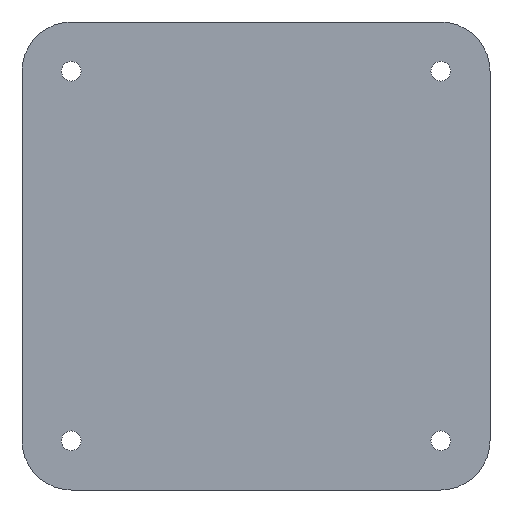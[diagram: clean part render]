
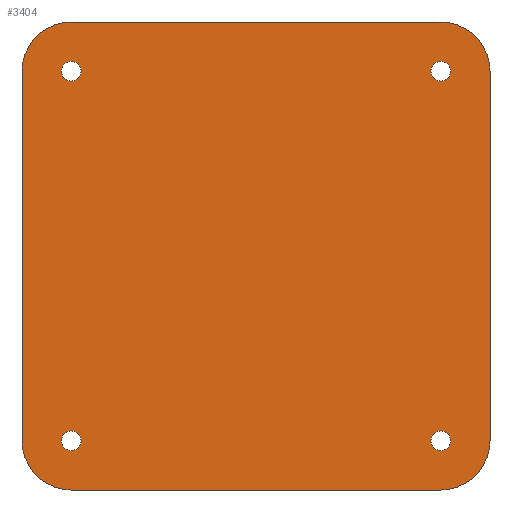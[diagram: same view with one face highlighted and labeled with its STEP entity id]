
A CAD part, front view. The second image highlights one B-rep face of the part: STEP entity #3404.
In plain terms, the highlighted planar face has unit normal (0, -1, 0).
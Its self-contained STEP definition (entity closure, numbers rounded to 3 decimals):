
#283=FACE_BOUND('',#753,.T.);
#284=FACE_BOUND('',#754,.T.);
#285=FACE_BOUND('',#755,.T.);
#286=FACE_BOUND('',#756,.T.);
#308=CIRCLE('',#3632,10.);
#309=CIRCLE('',#3635,10.);
#310=CIRCLE('',#3638,10.);
#311=CIRCLE('',#3641,10.);
#314=CIRCLE('',#3660,2.);
#315=CIRCLE('',#3661,2.);
#316=CIRCLE('',#3663,2.);
#317=CIRCLE('',#3664,2.);
#318=CIRCLE('',#3666,2.);
#319=CIRCLE('',#3667,2.);
#320=CIRCLE('',#3669,2.);
#321=CIRCLE('',#3670,2.);
#417=PLANE('',#3672);
#548=FACE_OUTER_BOUND('',#752,.T.);
#752=EDGE_LOOP('',(#2626,#2627,#2628,#2629,#2630,#2631,#2632,#2633));
#753=EDGE_LOOP('',(#2634,#2635));
#754=EDGE_LOOP('',(#2636,#2637));
#755=EDGE_LOOP('',(#2638,#2639));
#756=EDGE_LOOP('',(#2640,#2641));
#1032=LINE('',#4989,#1333);
#1035=LINE('',#4997,#1336);
#1038=LINE('',#5006,#1339);
#1057=LINE('',#5074,#1358);
#1333=VECTOR('',#4083,10.);
#1336=VECTOR('',#4092,10.);
#1339=VECTOR('',#4101,10.);
#1358=VECTOR('',#4184,10.);
#1620=VERTEX_POINT('',#4981);
#1621=VERTEX_POINT('',#4983);
#1622=VERTEX_POINT('',#4987);
#1623=VERTEX_POINT('',#4991);
#1624=VERTEX_POINT('',#4995);
#1625=VERTEX_POINT('',#4999);
#1626=VERTEX_POINT('',#5001);
#1627=VERTEX_POINT('',#5005);
#1637=VERTEX_POINT('',#5050);
#1638=VERTEX_POINT('',#5051);
#1639=VERTEX_POINT('',#5056);
#1640=VERTEX_POINT('',#5057);
#1641=VERTEX_POINT('',#5062);
#1642=VERTEX_POINT('',#5063);
#1643=VERTEX_POINT('',#5068);
#1644=VERTEX_POINT('',#5069);
#1957=EDGE_CURVE('',#1620,#1621,#308,.T.);
#1960=EDGE_CURVE('',#1622,#1620,#1032,.T.);
#1962=EDGE_CURVE('',#1623,#1622,#309,.T.);
#1964=EDGE_CURVE('',#1624,#1623,#1035,.T.);
#1966=EDGE_CURVE('',#1625,#1626,#310,.T.);
#1968=EDGE_CURVE('',#1626,#1627,#1038,.T.);
#1970=EDGE_CURVE('',#1627,#1624,#311,.T.);
#1990=EDGE_CURVE('',#1637,#1638,#314,.T.);
#1991=EDGE_CURVE('',#1638,#1637,#315,.T.);
#1993=EDGE_CURVE('',#1639,#1640,#316,.T.);
#1994=EDGE_CURVE('',#1640,#1639,#317,.T.);
#1996=EDGE_CURVE('',#1641,#1642,#318,.T.);
#1997=EDGE_CURVE('',#1642,#1641,#319,.T.);
#1999=EDGE_CURVE('',#1643,#1644,#320,.T.);
#2000=EDGE_CURVE('',#1644,#1643,#321,.T.);
#2002=EDGE_CURVE('',#1621,#1625,#1057,.T.);
#2626=ORIENTED_EDGE('',*,*,#1957,.F.);
#2627=ORIENTED_EDGE('',*,*,#1960,.F.);
#2628=ORIENTED_EDGE('',*,*,#1962,.F.);
#2629=ORIENTED_EDGE('',*,*,#1964,.F.);
#2630=ORIENTED_EDGE('',*,*,#1970,.F.);
#2631=ORIENTED_EDGE('',*,*,#1968,.F.);
#2632=ORIENTED_EDGE('',*,*,#1966,.F.);
#2633=ORIENTED_EDGE('',*,*,#2002,.F.);
#2634=ORIENTED_EDGE('',*,*,#1990,.T.);
#2635=ORIENTED_EDGE('',*,*,#1991,.T.);
#2636=ORIENTED_EDGE('',*,*,#1993,.T.);
#2637=ORIENTED_EDGE('',*,*,#1994,.T.);
#2638=ORIENTED_EDGE('',*,*,#1996,.T.);
#2639=ORIENTED_EDGE('',*,*,#1997,.T.);
#2640=ORIENTED_EDGE('',*,*,#1999,.T.);
#2641=ORIENTED_EDGE('',*,*,#2000,.T.);
#3404=ADVANCED_FACE('',(#548,#283,#284,#285,#286),#417,.F.);
#3632=AXIS2_PLACEMENT_3D('',#4984,#4077,#4078);
#3635=AXIS2_PLACEMENT_3D('',#4993,#4087,#4088);
#3638=AXIS2_PLACEMENT_3D('',#5002,#4096,#4097);
#3641=AXIS2_PLACEMENT_3D('',#5009,#4105,#4106);
#3660=AXIS2_PLACEMENT_3D('',#5052,#4156,#4157);
#3661=AXIS2_PLACEMENT_3D('',#5053,#4158,#4159);
#3663=AXIS2_PLACEMENT_3D('',#5058,#4163,#4164);
#3664=AXIS2_PLACEMENT_3D('',#5059,#4165,#4166);
#3666=AXIS2_PLACEMENT_3D('',#5064,#4170,#4171);
#3667=AXIS2_PLACEMENT_3D('',#5065,#4172,#4173);
#3669=AXIS2_PLACEMENT_3D('',#5070,#4177,#4178);
#3670=AXIS2_PLACEMENT_3D('',#5071,#4179,#4180);
#3672=AXIS2_PLACEMENT_3D('',#5075,#4185,#4186);
#4077=DIRECTION('center_axis',(0.,1.,0.));
#4078=DIRECTION('ref_axis',(-0.707,0.,-0.707));
#4083=DIRECTION('',(-1.,0.,0.));
#4087=DIRECTION('center_axis',(0.,1.,0.));
#4088=DIRECTION('ref_axis',(0.707,0.,-0.707));
#4092=DIRECTION('',(0.,0.,-1.));
#4096=DIRECTION('center_axis',(0.,1.,0.));
#4097=DIRECTION('ref_axis',(-0.707,0.,0.707));
#4101=DIRECTION('',(1.,0.,0.));
#4105=DIRECTION('center_axis',(0.,1.,0.));
#4106=DIRECTION('ref_axis',(0.707,0.,0.707));
#4156=DIRECTION('center_axis',(0.,1.,0.));
#4157=DIRECTION('ref_axis',(0.,0.,-1.));
#4158=DIRECTION('center_axis',(0.,1.,0.));
#4159=DIRECTION('ref_axis',(0.,0.,-1.));
#4163=DIRECTION('center_axis',(0.,1.,0.));
#4164=DIRECTION('ref_axis',(0.,0.,-1.));
#4165=DIRECTION('center_axis',(0.,1.,0.));
#4166=DIRECTION('ref_axis',(0.,0.,-1.));
#4170=DIRECTION('center_axis',(0.,1.,0.));
#4171=DIRECTION('ref_axis',(0.,0.,-1.));
#4172=DIRECTION('center_axis',(0.,1.,0.));
#4173=DIRECTION('ref_axis',(0.,0.,-1.));
#4177=DIRECTION('center_axis',(0.,1.,0.));
#4178=DIRECTION('ref_axis',(0.,0.,-1.));
#4179=DIRECTION('center_axis',(0.,1.,0.));
#4180=DIRECTION('ref_axis',(0.,0.,-1.));
#4184=DIRECTION('',(0.,0.,1.));
#4185=DIRECTION('center_axis',(0.,1.,0.));
#4186=DIRECTION('ref_axis',(1.,0.,0.));
#4981=CARTESIAN_POINT('',(-37.5,0.,-47.5));
#4983=CARTESIAN_POINT('',(-47.5,0.,-37.5));
#4984=CARTESIAN_POINT('Origin',(-37.5,0.,-37.5));
#4987=CARTESIAN_POINT('',(37.5,0.,-47.5));
#4989=CARTESIAN_POINT('',(47.5,0.,-47.5));
#4991=CARTESIAN_POINT('',(47.5,0.,-37.5));
#4993=CARTESIAN_POINT('Origin',(37.5,0.,-37.5));
#4995=CARTESIAN_POINT('',(47.5,0.,37.5));
#4997=CARTESIAN_POINT('',(47.5,0.,47.5));
#4999=CARTESIAN_POINT('',(-47.5,0.,37.5));
#5001=CARTESIAN_POINT('',(-37.5,0.,47.5));
#5002=CARTESIAN_POINT('Origin',(-37.5,0.,37.5));
#5005=CARTESIAN_POINT('',(37.5,0.,47.5));
#5006=CARTESIAN_POINT('',(-47.5,0.,47.5));
#5009=CARTESIAN_POINT('Origin',(37.5,0.,37.5));
#5050=CARTESIAN_POINT('',(37.5,0.,-39.5));
#5051=CARTESIAN_POINT('',(37.5,0.,-35.5));
#5052=CARTESIAN_POINT('Origin',(37.5,0.,-37.5));
#5053=CARTESIAN_POINT('Origin',(37.5,0.,-37.5));
#5056=CARTESIAN_POINT('',(-37.5,0.,35.5));
#5057=CARTESIAN_POINT('',(-37.5,0.,39.5));
#5058=CARTESIAN_POINT('Origin',(-37.5,0.,37.5));
#5059=CARTESIAN_POINT('Origin',(-37.5,0.,37.5));
#5062=CARTESIAN_POINT('',(37.5,0.,35.5));
#5063=CARTESIAN_POINT('',(37.5,0.,39.5));
#5064=CARTESIAN_POINT('Origin',(37.5,0.,37.5));
#5065=CARTESIAN_POINT('Origin',(37.5,0.,37.5));
#5068=CARTESIAN_POINT('',(-37.5,0.,-39.5));
#5069=CARTESIAN_POINT('',(-37.5,0.,-35.5));
#5070=CARTESIAN_POINT('Origin',(-37.5,0.,-37.5));
#5071=CARTESIAN_POINT('Origin',(-37.5,0.,-37.5));
#5074=CARTESIAN_POINT('',(-47.5,0.,-47.5));
#5075=CARTESIAN_POINT('Origin',(0.,0.,0.));
